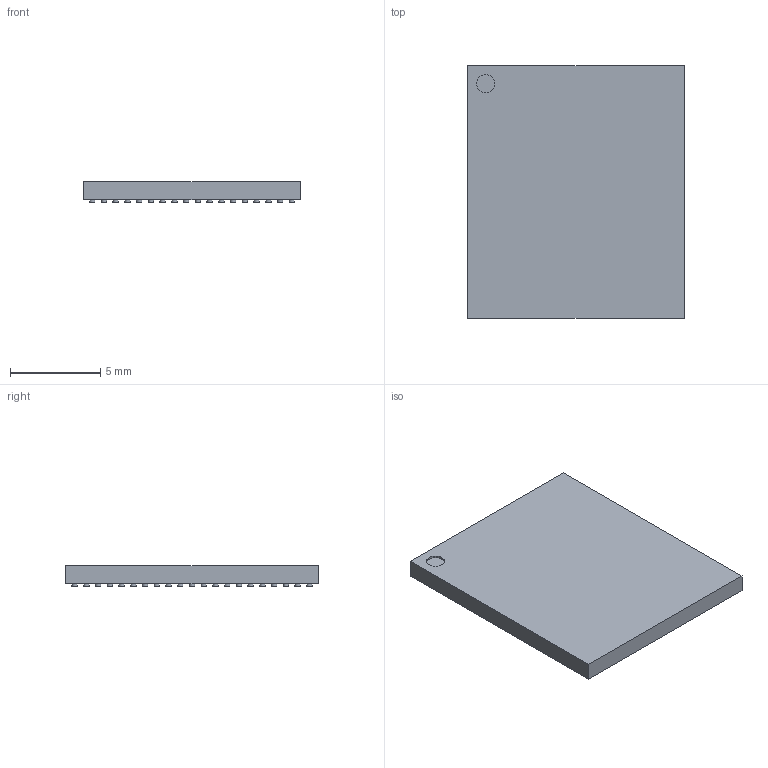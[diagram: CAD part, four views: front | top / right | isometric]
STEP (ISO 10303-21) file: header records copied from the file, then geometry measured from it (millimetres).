
FILE_DESCRIPTION(('FreeCAD Model'),'2;1');
FILE_NAME('Open CASCADE Shape Model','2022-12-18T02:15:19',(''),(''), 'Open CASCADE STEP processor 7.6','FreeCAD','Unknown');
FILE_SCHEMA(('AUTOMOTIVE_DESIGN { 1 0 10303 214 1 1 1 1 }'));
Length unit declared in the file: millimetre
Products named in the file (4): TFBGA_387; Array; Body001; Body
Assembly tree (380 placements, depth 3):
  TFBGA_387
    Array
      Body001  x378
    Body
Bounding box: 12 x 14 x 1.15 mm (x, y, z)
Volume: 171.9 mm3; surface area: 495.2 mm2
Topology: 379 solids, 379 shells, 1142 faces, 1149 edges, 766 vertices
Faces by surface type: plane 763, cylinder 379
Full cylindrical faces by diameter (mm): 0.3 x378, 1 x1
Entity records: 3591 total; most frequent: DIRECTION 842, CARTESIAN_POINT 458, AXIS2_PLACEMENT_3D 396, PRODUCT_DEFINITION_SHAPE 384, CONTEXT_DEPENDENT_SHAPE_REPRESENTATION 380, ITEM_DEFINED_TRANSFORMATION 380, NEXT_ASSEMBLY_USAGE_OCCURRENCE 380, LINE 46
